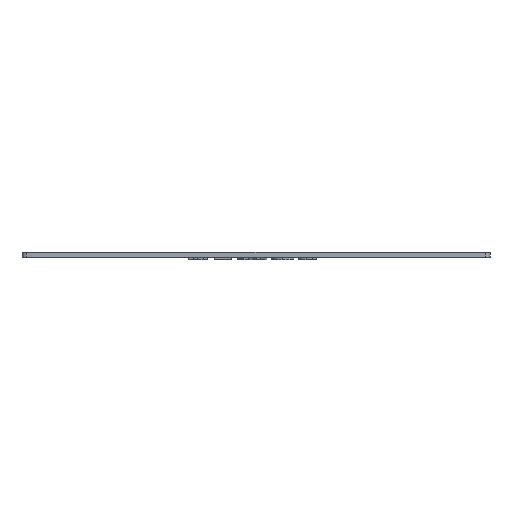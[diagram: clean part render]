
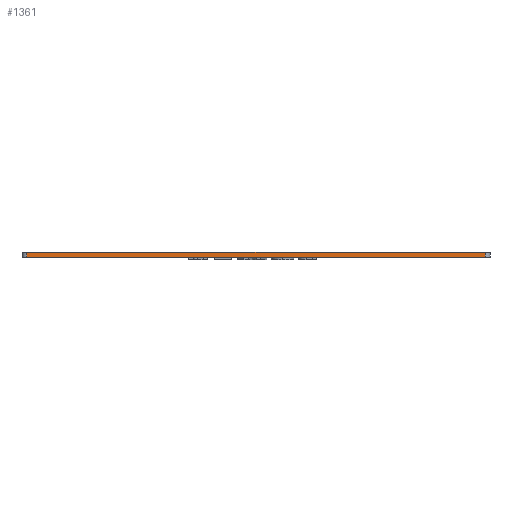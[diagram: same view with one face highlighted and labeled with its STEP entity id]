
A CAD part, left-side view. The second image highlights one B-rep face of the part: STEP entity #1361.
In plain terms, the highlighted planar face has unit normal (-1, 0, 0).
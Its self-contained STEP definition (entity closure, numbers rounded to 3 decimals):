
#66 = VERTEX_POINT('',#67);
#67 = CARTESIAN_POINT('',(-60.,98.,0.));
#74 = EDGE_CURVE('',#66,#75,#77,.T.);
#75 = VERTEX_POINT('',#76);
#76 = CARTESIAN_POINT('',(-60.,-98.,0.));
#77 = LINE('',#78,#79);
#78 = CARTESIAN_POINT('',(-60.,100.,0.));
#79 = VECTOR('',#80,1.);
#80 = DIRECTION('',(0.,-1.,0.));
#1319 = VERTEX_POINT('',#1320);
#1320 = CARTESIAN_POINT('',(-60.,98.,2.));
#1327 = EDGE_CURVE('',#66,#1319,#1328,.T.);
#1328 = LINE('',#1329,#1330);
#1329 = CARTESIAN_POINT('',(-60.,98.,0.));
#1330 = VECTOR('',#1331,1.);
#1331 = DIRECTION('',(0.,0.,1.));
#1361 = ADVANCED_FACE('',(#1362),#1380,.F.);
#1362 = FACE_BOUND('',#1363,.F.);
#1363 = EDGE_LOOP('',(#1364,#1365,#1366,#1374));
#1364 = ORIENTED_EDGE('',*,*,#74,.F.);
#1365 = ORIENTED_EDGE('',*,*,#1327,.T.);
#1366 = ORIENTED_EDGE('',*,*,#1367,.T.);
#1367 = EDGE_CURVE('',#1319,#1368,#1370,.T.);
#1368 = VERTEX_POINT('',#1369);
#1369 = CARTESIAN_POINT('',(-60.,-98.,2.));
#1370 = LINE('',#1371,#1372);
#1371 = CARTESIAN_POINT('',(-60.,100.,2.));
#1372 = VECTOR('',#1373,1.);
#1373 = DIRECTION('',(0.,-1.,0.));
#1374 = ORIENTED_EDGE('',*,*,#1375,.F.);
#1375 = EDGE_CURVE('',#75,#1368,#1376,.T.);
#1376 = LINE('',#1377,#1378);
#1377 = CARTESIAN_POINT('',(-60.,-98.,0.));
#1378 = VECTOR('',#1379,1.);
#1379 = DIRECTION('',(0.,0.,1.));
#1380 = PLANE('',#1381);
#1381 = AXIS2_PLACEMENT_3D('',#1382,#1383,#1384);
#1382 = CARTESIAN_POINT('',(-60.,100.,0.));
#1383 = DIRECTION('',(1.,0.,0.));
#1384 = DIRECTION('',(0.,-1.,0.));
